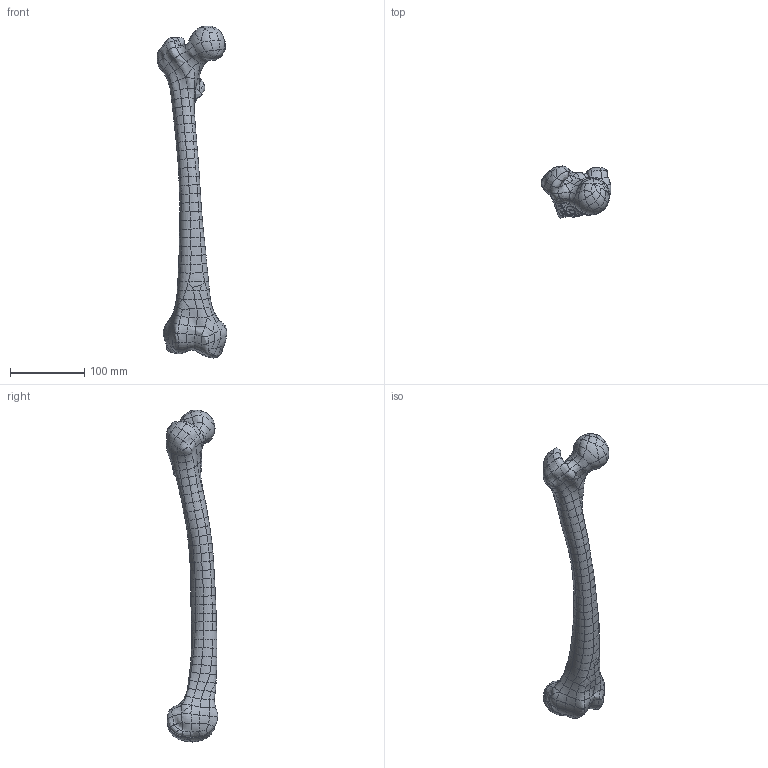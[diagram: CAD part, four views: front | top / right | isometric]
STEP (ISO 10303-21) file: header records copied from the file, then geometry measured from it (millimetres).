
FILE_DESCRIPTION (( 'STEP AP203' ), '1' );
FILE_NAME ('Femur_Closed_Part.STEP', '2013-08-03T19:15:35', ( '' ), ( '' ), 'SwSTEP 2.0', 'SolidWorks 2013', '' );
FILE_SCHEMA (( 'CONFIG_CONTROL_DESIGN' ));
Products named in the file (1): Femur_Closed_Part
Bounding box: 93.91 x 69.32 x 446.42 mm (x, y, z)
Volume: 591869.1 mm3; surface area: 65860.1 mm2
Topology: 1 solids, 1 shells, 479 faces, 961 edges, 478 vertices
Faces by surface type: bspline 479
Entity records: 317439 total; most frequent: CARTESIAN_POINT 311137, ORIENTED_EDGE 1910, B_SPLINE_CURVE_WITH_KNOTS 955, EDGE_CURVE 955, ADVANCED_FACE 479, B_SPLINE_SURFACE_WITH_KNOTS 479, EDGE_LOOP 479, FACE_OUTER_BOUND 479
